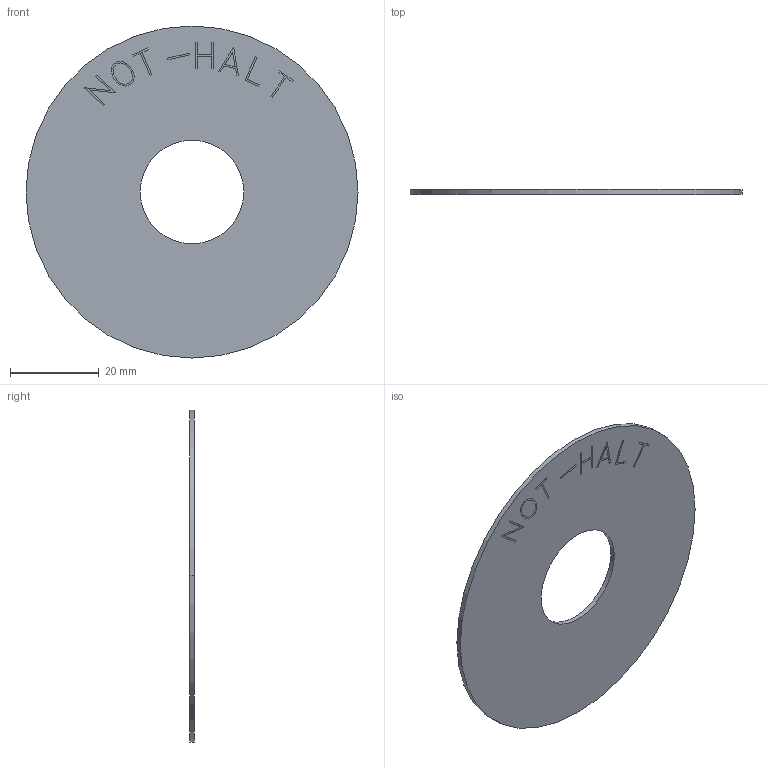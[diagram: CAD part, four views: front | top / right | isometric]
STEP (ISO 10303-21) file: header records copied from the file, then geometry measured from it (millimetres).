
FILE_DESCRIPTION(('no description'),'unknown implementation level');
FILE_NAME('1059_3SU1900-0BC31-0AT0_3D_v.stp',' ',('SIEMENS A&D'),('CADClick - KiM GmbH - www.kimweb.de'),'unknown preprocess','ACIS','unknown authorization');
FILE_SCHEMA(('automotive_design'));
Length unit declared in the file: millimetre
Products named in the file (1): 0
Bounding box: 74.8 x 1.1 x 74.8 mm (x, y, z)
Volume: 4364 mm3; surface area: 8278.7 mm2
Topology: 1 solids, 1 shells, 111 faces, 297 edges, 198 vertices
Faces by surface type: plane 107, cylinder 4
Entity records: 6790 total; most frequent: STYLED_ITEM 607, PRESENTATION_STYLE_ASSIGNMENT 607, CARTESIAN_POINT 607, COLOUR_RGB 607, ORIENTED_EDGE 594, DIRECTION 529, EDGE_CURVE 297, CURVE_STYLE 297
